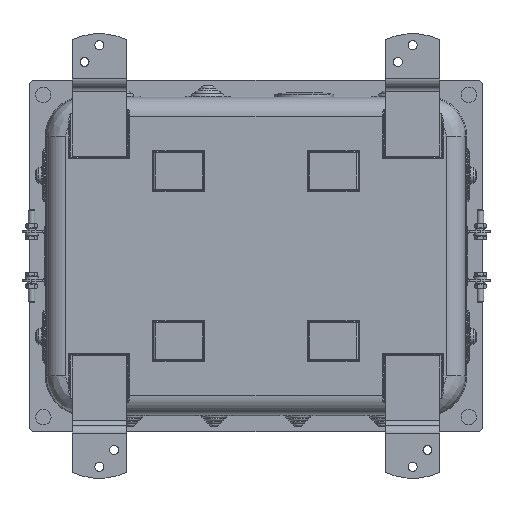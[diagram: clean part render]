
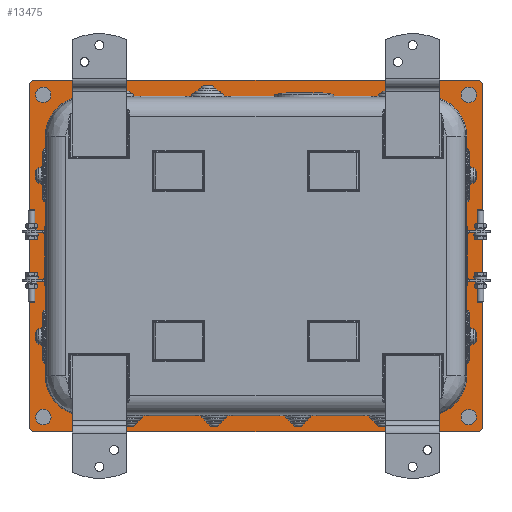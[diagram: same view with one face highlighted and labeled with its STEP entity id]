
A CAD part, front view. The second image highlights one B-rep face of the part: STEP entity #13475.
In plain terms, the highlighted planar face has unit normal (0, -1, 0).
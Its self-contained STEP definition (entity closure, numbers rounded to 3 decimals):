
#663=FACE_BOUND('',#3745,.T.);
#664=FACE_BOUND('',#3746,.T.);
#665=FACE_BOUND('',#3747,.T.);
#666=FACE_BOUND('',#3748,.T.);
#667=FACE_BOUND('',#3749,.T.);
#824=PLANE('',#14536);
#1162=LINE('',#21479,#1870);
#1163=LINE('',#21483,#1871);
#1164=LINE('',#21487,#1872);
#1165=LINE('',#21491,#1873);
#1166=LINE('',#21497,#1874);
#1167=LINE('',#21501,#1875);
#1168=LINE('',#21505,#1876);
#1169=LINE('',#21508,#1877);
#1870=VECTOR('',#16699,10.);
#1871=VECTOR('',#16702,10.);
#1872=VECTOR('',#16705,10.);
#1873=VECTOR('',#16708,10.);
#1874=VECTOR('',#16713,10.);
#1875=VECTOR('',#16716,10.);
#1876=VECTOR('',#16719,10.);
#1877=VECTOR('',#16722,10.);
#2894=FACE_OUTER_BOUND('',#3744,.T.);
#3744=EDGE_LOOP('',(#9283,#9284,#9285,#9286,#9287,#9288,#9289,#9290));
#3745=EDGE_LOOP('',(#9291,#9292,#9293,#9294,#9295,#9296,#9297,#9298));
#3746=EDGE_LOOP('',(#9299));
#3747=EDGE_LOOP('',(#9300));
#3748=EDGE_LOOP('',(#9301));
#3749=EDGE_LOOP('',(#9302));
#4723=CIRCLE('',#14537,5.);
#4724=CIRCLE('',#14538,5.);
#4725=CIRCLE('',#14539,5.);
#4726=CIRCLE('',#14540,5.);
#4727=CIRCLE('',#14541,30.938);
#4728=CIRCLE('',#14542,30.938);
#4729=CIRCLE('',#14543,30.938);
#4730=CIRCLE('',#14544,30.938);
#4731=CIRCLE('',#14545,6.);
#4732=CIRCLE('',#14546,6.);
#4733=CIRCLE('',#14547,6.);
#4734=CIRCLE('',#14548,6.);
#5576=VERTEX_POINT('',#21477);
#5577=VERTEX_POINT('',#21478);
#5578=VERTEX_POINT('',#21480);
#5579=VERTEX_POINT('',#21482);
#5580=VERTEX_POINT('',#21484);
#5581=VERTEX_POINT('',#21486);
#5582=VERTEX_POINT('',#21488);
#5583=VERTEX_POINT('',#21490);
#5584=VERTEX_POINT('',#21493);
#5585=VERTEX_POINT('',#21494);
#5586=VERTEX_POINT('',#21496);
#5587=VERTEX_POINT('',#21498);
#5588=VERTEX_POINT('',#21500);
#5589=VERTEX_POINT('',#21502);
#5590=VERTEX_POINT('',#21504);
#5591=VERTEX_POINT('',#21506);
#5592=VERTEX_POINT('',#21509);
#5593=VERTEX_POINT('',#21511);
#5594=VERTEX_POINT('',#21513);
#5595=VERTEX_POINT('',#21515);
#6938=EDGE_CURVE('',#5576,#5577,#1162,.T.);
#6939=EDGE_CURVE('',#5577,#5578,#4723,.T.);
#6940=EDGE_CURVE('',#5578,#5579,#1163,.T.);
#6941=EDGE_CURVE('',#5579,#5580,#4724,.T.);
#6942=EDGE_CURVE('',#5580,#5581,#1164,.T.);
#6943=EDGE_CURVE('',#5581,#5582,#4725,.T.);
#6944=EDGE_CURVE('',#5582,#5583,#1165,.T.);
#6945=EDGE_CURVE('',#5583,#5576,#4726,.T.);
#6946=EDGE_CURVE('',#5584,#5585,#4727,.T.);
#6947=EDGE_CURVE('',#5586,#5584,#1166,.T.);
#6948=EDGE_CURVE('',#5587,#5586,#4728,.T.);
#6949=EDGE_CURVE('',#5588,#5587,#1167,.T.);
#6950=EDGE_CURVE('',#5589,#5588,#4729,.T.);
#6951=EDGE_CURVE('',#5590,#5589,#1168,.T.);
#6952=EDGE_CURVE('',#5591,#5590,#4730,.T.);
#6953=EDGE_CURVE('',#5585,#5591,#1169,.T.);
#6954=EDGE_CURVE('',#5592,#5592,#4731,.T.);
#6955=EDGE_CURVE('',#5593,#5593,#4732,.T.);
#6956=EDGE_CURVE('',#5594,#5594,#4733,.T.);
#6957=EDGE_CURVE('',#5595,#5595,#4734,.T.);
#9283=ORIENTED_EDGE('',*,*,#6938,.T.);
#9284=ORIENTED_EDGE('',*,*,#6939,.T.);
#9285=ORIENTED_EDGE('',*,*,#6940,.T.);
#9286=ORIENTED_EDGE('',*,*,#6941,.T.);
#9287=ORIENTED_EDGE('',*,*,#6942,.T.);
#9288=ORIENTED_EDGE('',*,*,#6943,.T.);
#9289=ORIENTED_EDGE('',*,*,#6944,.T.);
#9290=ORIENTED_EDGE('',*,*,#6945,.T.);
#9291=ORIENTED_EDGE('',*,*,#6946,.F.);
#9292=ORIENTED_EDGE('',*,*,#6947,.F.);
#9293=ORIENTED_EDGE('',*,*,#6948,.F.);
#9294=ORIENTED_EDGE('',*,*,#6949,.F.);
#9295=ORIENTED_EDGE('',*,*,#6950,.F.);
#9296=ORIENTED_EDGE('',*,*,#6951,.F.);
#9297=ORIENTED_EDGE('',*,*,#6952,.F.);
#9298=ORIENTED_EDGE('',*,*,#6953,.F.);
#9299=ORIENTED_EDGE('',*,*,#6954,.F.);
#9300=ORIENTED_EDGE('',*,*,#6955,.F.);
#9301=ORIENTED_EDGE('',*,*,#6956,.F.);
#9302=ORIENTED_EDGE('',*,*,#6957,.F.);
#13475=ADVANCED_FACE('',(#2894,#663,#664,#665,#666,#667),#824,.F.);
#14536=AXIS2_PLACEMENT_3D('',#21476,#16697,#16698);
#14537=AXIS2_PLACEMENT_3D('',#21481,#16700,#16701);
#14538=AXIS2_PLACEMENT_3D('',#21485,#16703,#16704);
#14539=AXIS2_PLACEMENT_3D('',#21489,#16706,#16707);
#14540=AXIS2_PLACEMENT_3D('',#21492,#16709,#16710);
#14541=AXIS2_PLACEMENT_3D('',#21495,#16711,#16712);
#14542=AXIS2_PLACEMENT_3D('',#21499,#16714,#16715);
#14543=AXIS2_PLACEMENT_3D('',#21503,#16717,#16718);
#14544=AXIS2_PLACEMENT_3D('',#21507,#16720,#16721);
#14545=AXIS2_PLACEMENT_3D('',#21510,#16723,#16724);
#14546=AXIS2_PLACEMENT_3D('',#21512,#16725,#16726);
#14547=AXIS2_PLACEMENT_3D('',#21514,#16727,#16728);
#14548=AXIS2_PLACEMENT_3D('',#21516,#16729,#16730);
#16697=DIRECTION('center_axis',(0.,1.,0.));
#16698=DIRECTION('ref_axis',(-1.,0.,0.));
#16699=DIRECTION('',(-1.,0.,0.));
#16700=DIRECTION('center_axis',(0.,-1.,0.));
#16701=DIRECTION('ref_axis',(1.,0.,0.));
#16702=DIRECTION('',(0.,0.,-1.));
#16703=DIRECTION('center_axis',(0.,-1.,0.));
#16704=DIRECTION('ref_axis',(0.,0.,
1.));
#16705=DIRECTION('',(1.,0.,0.));
#16706=DIRECTION('center_axis',(0.,-1.,0.));
#16707=DIRECTION('ref_axis',(-1.,0.,0.));
#16708=DIRECTION('',(0.,0.,1.));
#16709=DIRECTION('center_axis',(0.,-1.,0.));
#16710=DIRECTION('ref_axis',(0.,0.,
-1.));
#16711=DIRECTION('center_axis',(0.,-1.,0.));
#16712=DIRECTION('ref_axis',(0.,0.,1.));
#16713=DIRECTION('',(-1.,0.,0.));
#16714=DIRECTION('center_axis',(0.,-1.,0.));
#16715=DIRECTION('ref_axis',(0.,0.,1.));
#16716=DIRECTION('',(0.,0.,1.));
#16717=DIRECTION('center_axis',(0.,-1.,0.));
#16718=DIRECTION('ref_axis',(0.,0.,1.));
#16719=DIRECTION('',(1.,0.,0.));
#16720=DIRECTION('center_axis',(0.,-1.,0.));
#16721=DIRECTION('ref_axis',(0.,0.,1.));
#16722=DIRECTION('',(0.,0.,-1.));
#16723=DIRECTION('center_axis',(0.,-1.,0.));
#16724=DIRECTION('ref_axis',(0.549,0.,-0.836));
#16725=DIRECTION('center_axis',(0.,-1.,0.));
#16726=DIRECTION('ref_axis',(0.997,0.,0.08));
#16727=DIRECTION('center_axis',(0.,-1.,0.));
#16728=DIRECTION('ref_axis',(0.865,0.,0.501));
#16729=DIRECTION('center_axis',(0.,-1.,0.));
#16730=DIRECTION('ref_axis',(0.839,0.,0.544));
#21476=CARTESIAN_POINT('Origin',(0.,87.5,0.));
#21477=CARTESIAN_POINT('',(171.,87.5,136.5));
#21478=CARTESIAN_POINT('',(-171.,87.5,136.5));
#21479=CARTESIAN_POINT('',(171.,87.5,136.5));
#21480=CARTESIAN_POINT('',(-176.,87.5,131.5));
#21481=CARTESIAN_POINT('Origin',(-171.,87.5,131.5));
#21482=CARTESIAN_POINT('',(-176.,87.5,-131.5));
#21483=CARTESIAN_POINT('',(-176.,87.5,131.5));
#21484=CARTESIAN_POINT('',(-171.,87.5,-136.5));
#21485=CARTESIAN_POINT('Origin',(-171.,87.5,-131.5));
#21486=CARTESIAN_POINT('',(171.,87.5,-136.5));
#21487=CARTESIAN_POINT('',(-171.,87.5,-136.5));
#21488=CARTESIAN_POINT('',(176.,87.5,-131.5));
#21489=CARTESIAN_POINT('Origin',(171.,87.5,-131.5));
#21490=CARTESIAN_POINT('',(176.,87.5,131.5));
#21491=CARTESIAN_POINT('',(176.,87.5,-131.5));
#21492=CARTESIAN_POINT('Origin',(171.,87.5,131.5));
#21493=CARTESIAN_POINT('',(-132.5,87.5,123.938));
#21494=CARTESIAN_POINT('',(-163.438,87.5,93.));
#21495=CARTESIAN_POINT('Origin',(-132.5,87.5,93.));
#21496=CARTESIAN_POINT('',(132.5,87.5,123.938));
#21497=CARTESIAN_POINT('',(-66.25,87.5,123.938));
#21498=CARTESIAN_POINT('',(163.438,87.5,93.));
#21499=CARTESIAN_POINT('Origin',(132.5,87.5,93.));
#21500=CARTESIAN_POINT('',(163.438,87.5,-93.));
#21501=CARTESIAN_POINT('',(163.438,87.5,46.5));
#21502=CARTESIAN_POINT('',(132.5,87.5,-123.938));
#21503=CARTESIAN_POINT('Origin',(132.5,87.5,-93.));
#21504=CARTESIAN_POINT('',(-132.5,87.5,-123.938));
#21505=CARTESIAN_POINT('',(66.25,87.5,-123.938));
#21506=CARTESIAN_POINT('',(-163.438,87.5,-93.));
#21507=CARTESIAN_POINT('Origin',(-132.5,87.5,-93.));
#21508=CARTESIAN_POINT('',(-163.438,87.5,-46.5));
#21509=CARTESIAN_POINT('',(-168.294,87.5,130.015));
#21510=CARTESIAN_POINT('Origin',(-165.,87.5,125.));
#21511=CARTESIAN_POINT('',(159.019,87.5,124.522));
#21512=CARTESIAN_POINT('Origin',(165.,87.5,125.));
#21513=CARTESIAN_POINT('',(-170.192,87.5,-128.007));
#21514=CARTESIAN_POINT('Origin',(-165.,87.5,-125.));
#21515=CARTESIAN_POINT('',(159.966,87.5,-128.265));
#21516=CARTESIAN_POINT('Origin',(165.,87.5,-125.));
